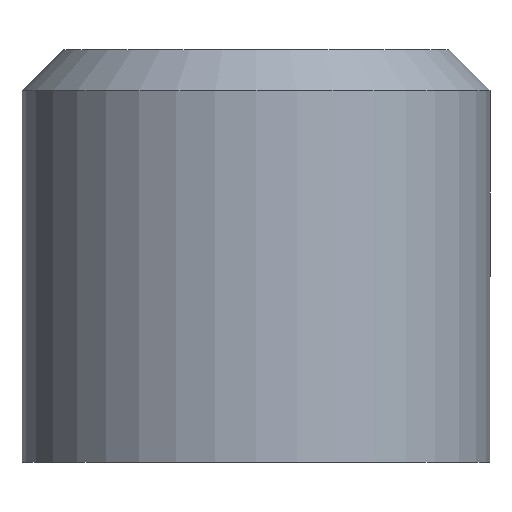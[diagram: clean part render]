
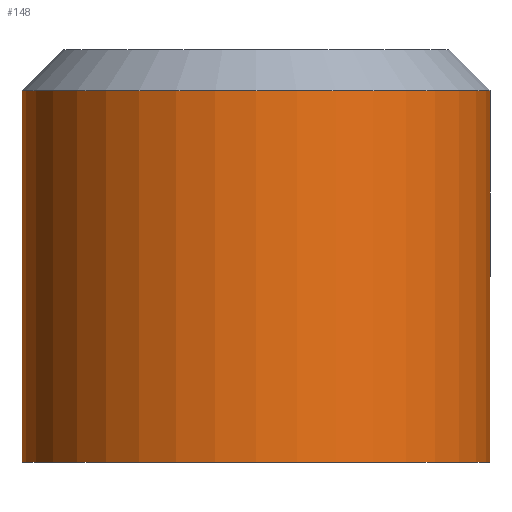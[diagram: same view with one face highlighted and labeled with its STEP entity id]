
A CAD part, front view. The second image highlights one B-rep face of the part: STEP entity #148.
In plain terms, the highlighted cylindrical face has radius 8.5 mm (diameter 17 mm), a full revolution.
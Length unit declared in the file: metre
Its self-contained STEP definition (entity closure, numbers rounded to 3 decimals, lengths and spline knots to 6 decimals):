
#17=CYLINDRICAL_SURFACE('',#180,0.0085);
#53=ORIENTED_EDGE('',*,*,#78,.T.);
#54=ORIENTED_EDGE('',*,*,#79,.T.);
#78=EDGE_CURVE('',#91,#91,#102,.F.);
#79=EDGE_CURVE('',#92,#92,#103,.T.);
#91=VERTEX_POINT('',#273);
#92=VERTEX_POINT('',#275);
#102=CIRCLE('',#181,0.0085);
#103=CIRCLE('',#182,0.0085);
#113=EDGE_LOOP('',(#53));
#114=EDGE_LOOP('',(#54));
#129=FACE_BOUND('',#113,.T.);
#130=FACE_BOUND('',#114,.T.);
#148=ADVANCED_FACE('',(#129,#130),#17,.T.);
#180=AXIS2_PLACEMENT_3D('',#271,#224,#225);
#181=AXIS2_PLACEMENT_3D('',#272,#226,#227);
#182=AXIS2_PLACEMENT_3D('',#274,#228,#229);
#224=DIRECTION('',(0.,0.,1.));
#225=DIRECTION('',(0.,-1.,0.));
#226=DIRECTION('',(0.,0.,1.));
#227=DIRECTION('',(1.,0.,0.));
#228=DIRECTION('',(0.,0.,1.));
#229=DIRECTION('',(0.,-1.,0.));
#271=CARTESIAN_POINT('',(-0.01882,0.039985,0.009));
#272=CARTESIAN_POINT('',(-0.01882,0.039985,0.0225));
#273=CARTESIAN_POINT('',(-0.01032,0.039985,0.0225));
#274=CARTESIAN_POINT('',(-0.01882,0.039985,0.009));
#275=CARTESIAN_POINT('',(-0.01882,0.031485,0.009));
